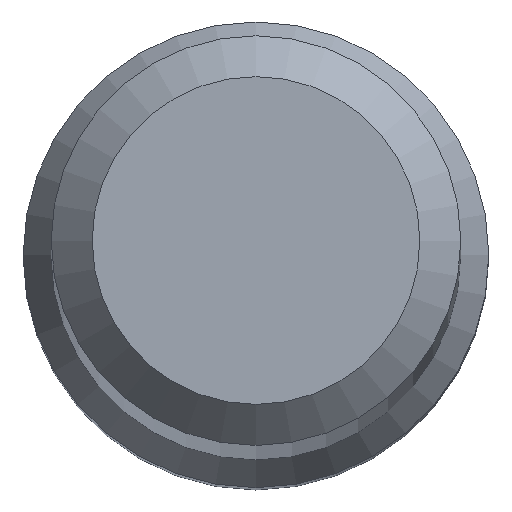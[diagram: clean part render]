
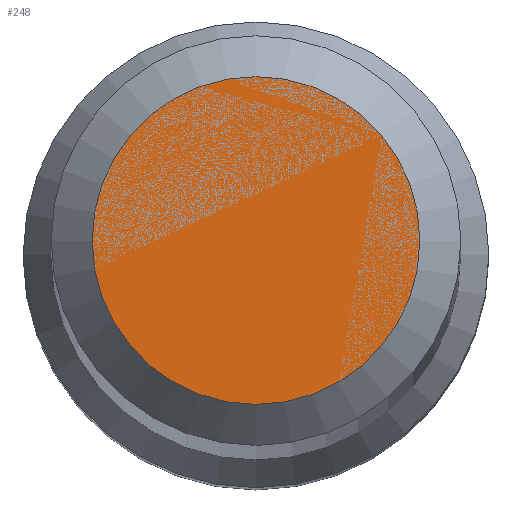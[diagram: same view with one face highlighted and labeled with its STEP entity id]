
A CAD part, top view. The second image highlights one B-rep face of the part: STEP entity #248.
In plain terms, the highlighted planar face has unit normal (0, 0, 1).
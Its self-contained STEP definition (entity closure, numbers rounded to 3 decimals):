
#9 = ORIENTED_EDGE ( 'NONE', *, *, #281, .F. ) ;
#15 = DIRECTION ( 'NONE',  ( 0., 1., 0. ) ) ;
#20 = DIRECTION ( 'NONE',  ( 0., 0., -1. ) ) ;
#24 = AXIS2_PLACEMENT_3D ( 'NONE', #275, #39, #232 ) ;
#39 = DIRECTION ( 'NONE',  ( 0., 0., -1. ) ) ;
#82 = CIRCLE ( 'NONE', #107, 1.2 ) ;
#107 = AXIS2_PLACEMENT_3D ( 'NONE', #230, #20, #15 ) ;
#123 = VERTEX_POINT ( 'NONE', #282 ) ;
#183 = PLANE ( 'NONE',  #24 ) ;
#229 = FACE_OUTER_BOUND ( 'NONE', #270, .T. ) ;
#230 = CARTESIAN_POINT ( 'NONE',  ( 0., 0., 70. ) ) ;
#232 = DIRECTION ( 'NONE',  ( 0., 1., 0. ) ) ;
#248 = ADVANCED_FACE ( 'NONE', ( #229 ), #183, .F. ) ;
#270 = EDGE_LOOP ( 'NONE', ( #9 ) ) ;
#275 = CARTESIAN_POINT ( 'NONE',  ( 0., 0., 70. ) ) ;
#281 = EDGE_CURVE ( 'NONE', #123, #123, #82, .T. ) ;
#282 = CARTESIAN_POINT ( 'NONE',  ( 0., 1.2, 70. ) ) ;
